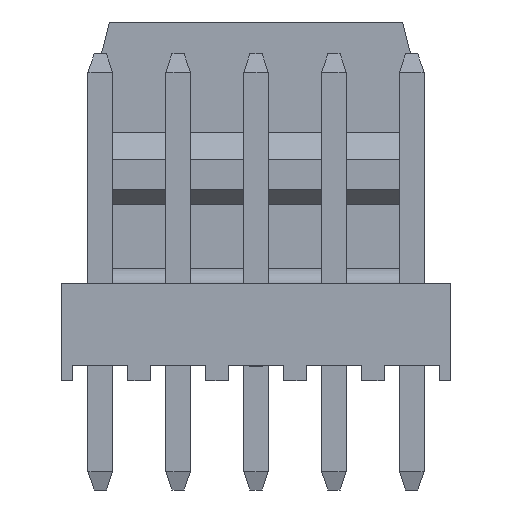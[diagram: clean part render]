
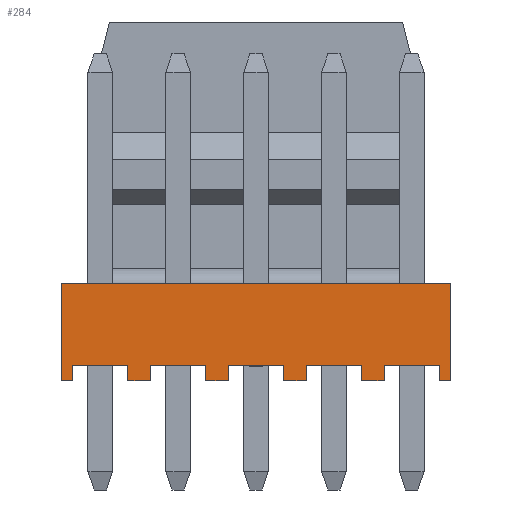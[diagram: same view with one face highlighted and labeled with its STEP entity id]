
A CAD part, front view. The second image highlights one B-rep face of the part: STEP entity #284.
In plain terms, the highlighted planar face has unit normal (0, -1, 0).
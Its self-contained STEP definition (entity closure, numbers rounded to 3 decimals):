
#284=ADVANCED_FACE('',(#804),#805,.T.);
#804=FACE_OUTER_BOUND('',#1579,.T.);
#805=PLANE('',#1580);
#1579=EDGE_LOOP('',(#2353,#2354,#2355,#2356,#2357,#2358,#2359,#2360,#2361,#2362,#2363,#2364,#2365,#2366,#2367,#2368,#2369,#2370,#2371,#2372,#2373,#2374,#2375,#2376));
#1580=AXIS2_PLACEMENT_3D('',#2377,#2378,#2379);
#2353=ORIENTED_EDGE('',*,*,#4622,.T.);
#2354=ORIENTED_EDGE('',*,*,#4623,.T.);
#2355=ORIENTED_EDGE('',*,*,#4624,.F.);
#2356=ORIENTED_EDGE('',*,*,#4625,.F.);
#2357=ORIENTED_EDGE('',*,*,#4626,.T.);
#2358=ORIENTED_EDGE('',*,*,#4627,.T.);
#2359=ORIENTED_EDGE('',*,*,#4628,.F.);
#2360=ORIENTED_EDGE('',*,*,#4629,.F.);
#2361=ORIENTED_EDGE('',*,*,#4630,.T.);
#2362=ORIENTED_EDGE('',*,*,#4631,.T.);
#2363=ORIENTED_EDGE('',*,*,#4632,.F.);
#2364=ORIENTED_EDGE('',*,*,#4633,.F.);
#2365=ORIENTED_EDGE('',*,*,#4634,.T.);
#2366=ORIENTED_EDGE('',*,*,#4635,.T.);
#2367=ORIENTED_EDGE('',*,*,#4636,.F.);
#2368=ORIENTED_EDGE('',*,*,#4637,.F.);
#2369=ORIENTED_EDGE('',*,*,#4638,.T.);
#2370=ORIENTED_EDGE('',*,*,#4639,.T.);
#2371=ORIENTED_EDGE('',*,*,#4640,.F.);
#2372=ORIENTED_EDGE('',*,*,#4641,.F.);
#2373=ORIENTED_EDGE('',*,*,#4617,.T.);
#2374=ORIENTED_EDGE('',*,*,#4642,.T.);
#2375=ORIENTED_EDGE('',*,*,#4643,.F.);
#2376=ORIENTED_EDGE('',*,*,#4644,.F.);
#2377=CARTESIAN_POINT('',(-6.35,-2.9,0.0));
#2378=DIRECTION('',(0.0,-1.0,0.0));
#2379=DIRECTION('',(1.0,0.0,0.0));
#4617=EDGE_CURVE('',#5504,#5505,#5506,.T.);
#4622=EDGE_CURVE('',#5513,#5514,#5515,.T.);
#4623=EDGE_CURVE('',#5514,#5516,#5517,.T.);
#4624=EDGE_CURVE('',#5518,#5516,#5519,.T.);
#4625=EDGE_CURVE('',#5520,#5518,#5521,.T.);
#4626=EDGE_CURVE('',#5520,#5522,#5523,.T.);
#4627=EDGE_CURVE('',#5522,#5524,#5525,.T.);
#4628=EDGE_CURVE('',#5526,#5524,#5527,.T.);
#4629=EDGE_CURVE('',#5528,#5526,#5529,.T.);
#4630=EDGE_CURVE('',#5528,#5530,#5531,.T.);
#4631=EDGE_CURVE('',#5530,#5532,#5533,.T.);
#4632=EDGE_CURVE('',#5534,#5532,#5535,.T.);
#4633=EDGE_CURVE('',#5536,#5534,#5537,.T.);
#4634=EDGE_CURVE('',#5536,#5538,#5539,.T.);
#4635=EDGE_CURVE('',#5538,#5540,#5541,.T.);
#4636=EDGE_CURVE('',#5542,#5540,#5543,.T.);
#4637=EDGE_CURVE('',#5544,#5542,#5545,.T.);
#4638=EDGE_CURVE('',#5544,#5546,#5547,.T.);
#4639=EDGE_CURVE('',#5546,#5548,#5549,.T.);
#4640=EDGE_CURVE('',#5550,#5548,#5551,.T.);
#4641=EDGE_CURVE('',#5504,#5550,#5552,.T.);
#4642=EDGE_CURVE('',#5505,#5553,#5554,.T.);
#4643=EDGE_CURVE('',#5555,#5553,#5556,.T.);
#4644=EDGE_CURVE('',#5513,#5555,#5557,.T.);
#5504=VERTEX_POINT('',#6803);
#5505=VERTEX_POINT('',#6804);
#5506=LINE('',#6805,#6806);
#5513=VERTEX_POINT('',#6816);
#5514=VERTEX_POINT('',#6817);
#5515=LINE('',#6818,#6819);
#5516=VERTEX_POINT('',#6820);
#5517=LINE('',#6821,#6822);
#5518=VERTEX_POINT('',#6823);
#5519=LINE('',#6824,#6825);
#5520=VERTEX_POINT('',#6826);
#5521=LINE('',#6827,#6828);
#5522=VERTEX_POINT('',#6829);
#5523=LINE('',#6830,#6831);
#5524=VERTEX_POINT('',#6832);
#5525=LINE('',#6833,#6834);
#5526=VERTEX_POINT('',#6835);
#5527=LINE('',#6836,#6837);
#5528=VERTEX_POINT('',#6838);
#5529=LINE('',#6839,#6840);
#5530=VERTEX_POINT('',#6841);
#5531=LINE('',#6842,#6843);
#5532=VERTEX_POINT('',#6844);
#5533=LINE('',#6845,#6846);
#5534=VERTEX_POINT('',#6847);
#5535=LINE('',#6848,#6849);
#5536=VERTEX_POINT('',#6850);
#5537=LINE('',#6851,#6852);
#5538=VERTEX_POINT('',#6853);
#5539=LINE('',#6854,#6855);
#5540=VERTEX_POINT('',#6856);
#5541=LINE('',#6857,#6858);
#5542=VERTEX_POINT('',#6859);
#5543=LINE('',#6860,#6861);
#5544=VERTEX_POINT('',#6862);
#5545=LINE('',#6863,#6864);
#5546=VERTEX_POINT('',#6865);
#5547=LINE('',#6866,#6867);
#5548=VERTEX_POINT('',#6868);
#5549=LINE('',#6869,#6870);
#5550=VERTEX_POINT('',#6871);
#5551=LINE('',#6872,#6873);
#5552=LINE('',#6874,#6875);
#5553=VERTEX_POINT('',#6876);
#5554=LINE('',#6877,#6878);
#5555=VERTEX_POINT('',#6879);
#5556=LINE('',#6880,#6881);
#5557=LINE('',#6882,#6883);
#6803=CARTESIAN_POINT('',(-6.35,-2.9,0.0));
#6804=CARTESIAN_POINT('',(-5.98,-2.9,0.0));
#6805=CARTESIAN_POINT('',(-6.35,-2.9,0.0));
#6806=VECTOR('',#8737,1.0);
#6816=CARTESIAN_POINT('',(-4.18,-2.9,0.0));
#6817=CARTESIAN_POINT('',(-3.44,-2.9,0.0));
#6818=CARTESIAN_POINT('',(-4.18,-2.9,0.0));
#6819=VECTOR('',#8741,1.0);
#6820=CARTESIAN_POINT('',(-3.44,-2.9,0.5));
#6821=CARTESIAN_POINT('',(-3.44,-2.9,0.0));
#6822=VECTOR('',#8742,1.0);
#6823=CARTESIAN_POINT('',(-1.64,-2.9,0.5));
#6824=CARTESIAN_POINT('',(-1.64,-2.9,0.5));
#6825=VECTOR('',#8743,1.0);
#6826=CARTESIAN_POINT('',(-1.64,-2.9,0.0));
#6827=CARTESIAN_POINT('',(-1.64,-2.9,0.0));
#6828=VECTOR('',#8744,1.0);
#6829=CARTESIAN_POINT('',(-0.9,-2.9,0.0));
#6830=CARTESIAN_POINT('',(-1.64,-2.9,0.0));
#6831=VECTOR('',#8745,1.0);
#6832=CARTESIAN_POINT('',(-0.9,-2.9,0.5));
#6833=CARTESIAN_POINT('',(-0.9,-2.9,0.0));
#6834=VECTOR('',#8746,1.0);
#6835=CARTESIAN_POINT('',(0.9,-2.9,0.5));
#6836=CARTESIAN_POINT('',(0.9,-2.9,0.5));
#6837=VECTOR('',#8747,1.0);
#6838=CARTESIAN_POINT('',(0.9,-2.9,0.0));
#6839=CARTESIAN_POINT('',(0.9,-2.9,0.0));
#6840=VECTOR('',#8748,1.0);
#6841=CARTESIAN_POINT('',(1.64,-2.9,0.0));
#6842=CARTESIAN_POINT('',(0.9,-2.9,0.0));
#6843=VECTOR('',#8749,1.0);
#6844=CARTESIAN_POINT('',(1.64,-2.9,0.5));
#6845=CARTESIAN_POINT('',(1.64,-2.9,0.0));
#6846=VECTOR('',#8750,1.0);
#6847=CARTESIAN_POINT('',(3.44,-2.9,0.5));
#6848=CARTESIAN_POINT('',(3.44,-2.9,0.5));
#6849=VECTOR('',#8751,1.0);
#6850=CARTESIAN_POINT('',(3.44,-2.9,0.0));
#6851=CARTESIAN_POINT('',(3.44,-2.9,0.0));
#6852=VECTOR('',#8752,1.0);
#6853=CARTESIAN_POINT('',(4.18,-2.9,0.0));
#6854=CARTESIAN_POINT('',(3.44,-2.9,0.0));
#6855=VECTOR('',#8753,1.0);
#6856=CARTESIAN_POINT('',(4.18,-2.9,0.5));
#6857=CARTESIAN_POINT('',(4.18,-2.9,0.0));
#6858=VECTOR('',#8754,1.0);
#6859=CARTESIAN_POINT('',(5.98,-2.9,0.5));
#6860=CARTESIAN_POINT('',(5.98,-2.9,0.5));
#6861=VECTOR('',#8755,1.0);
#6862=CARTESIAN_POINT('',(5.98,-2.9,0.0));
#6863=CARTESIAN_POINT('',(5.98,-2.9,0.0));
#6864=VECTOR('',#8756,1.0);
#6865=CARTESIAN_POINT('',(6.35,-2.9,0.0));
#6866=CARTESIAN_POINT('',(5.98,-2.9,0.0));
#6867=VECTOR('',#8757,1.0);
#6868=CARTESIAN_POINT('',(6.35,-2.9,3.17));
#6869=CARTESIAN_POINT('',(6.35,-2.9,0.0));
#6870=VECTOR('',#8758,1.0);
#6871=CARTESIAN_POINT('',(-6.35,-2.9,3.17));
#6872=CARTESIAN_POINT('',(-6.35,-2.9,3.17));
#6873=VECTOR('',#8759,1.0);
#6874=CARTESIAN_POINT('',(-6.35,-2.9,0.0));
#6875=VECTOR('',#8760,1.0);
#6876=CARTESIAN_POINT('',(-5.98,-2.9,0.5));
#6877=CARTESIAN_POINT('',(-5.98,-2.9,0.0));
#6878=VECTOR('',#8761,1.0);
#6879=CARTESIAN_POINT('',(-4.18,-2.9,0.5));
#6880=CARTESIAN_POINT('',(-4.18,-2.9,0.5));
#6881=VECTOR('',#8762,1.0);
#6882=CARTESIAN_POINT('',(-4.18,-2.9,0.0));
#6883=VECTOR('',#8763,1.0);
#8737=DIRECTION('',(1.0,0.0,0.0));
#8741=DIRECTION('',(1.0,0.0,0.0));
#8742=DIRECTION('',(0.0,0.0,1.0));
#8743=DIRECTION('',(-1.0,0.0,0.0));
#8744=DIRECTION('',(0.0,0.0,1.0));
#8745=DIRECTION('',(1.0,0.0,0.0));
#8746=DIRECTION('',(0.0,0.0,1.0));
#8747=DIRECTION('',(-1.0,0.0,0.0));
#8748=DIRECTION('',(0.0,0.0,1.0));
#8749=DIRECTION('',(1.0,0.0,0.0));
#8750=DIRECTION('',(0.0,0.0,1.0));
#8751=DIRECTION('',(-1.0,0.0,0.0));
#8752=DIRECTION('',(0.0,0.0,1.0));
#8753=DIRECTION('',(1.0,0.0,0.0));
#8754=DIRECTION('',(0.0,0.0,1.0));
#8755=DIRECTION('',(-1.0,0.0,0.0));
#8756=DIRECTION('',(0.0,0.0,1.0));
#8757=DIRECTION('',(1.0,0.0,0.0));
#8758=DIRECTION('',(0.0,0.0,1.0));
#8759=DIRECTION('',(1.0,0.0,0.0));
#8760=DIRECTION('',(0.0,0.0,1.0));
#8761=DIRECTION('',(0.0,0.0,1.0));
#8762=DIRECTION('',(-1.0,0.0,0.0));
#8763=DIRECTION('',(0.0,0.0,1.0));
